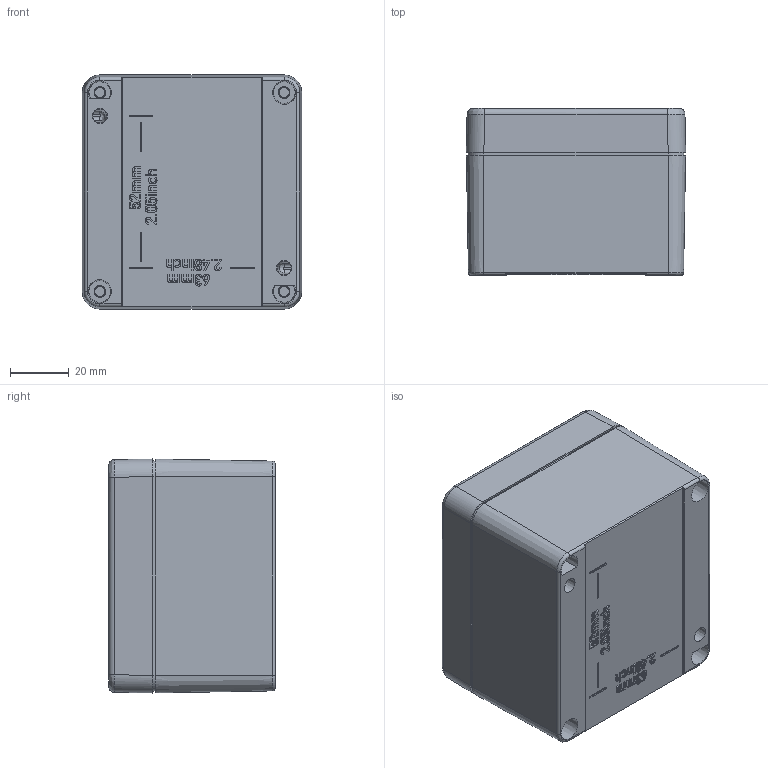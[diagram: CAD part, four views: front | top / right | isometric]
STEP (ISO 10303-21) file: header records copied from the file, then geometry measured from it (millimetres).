
FILE_DESCRIPTION( ( 'STEP AP214' ), '1' );
FILE_NAME( '15000501.stp', '2020-07-23T16:11:07', ( 'License CC BY-ND 4.0' ), ( 'CADENAS' ), ' ', 'PARTsolutions', ' ' );
FILE_SCHEMA( ( 'AUTOMOTIVE_DESIGN { 1 0 10303 214 1 1 1 1 }' ) );
Length unit declared in the file: millimetre
Products named in the file (15): 15000501; KASTEN_AL88-6; KASTEN_AL88-6-1; DECKEL_AL88; SCHRAUBE_AL-GEH_M4X20; SCHRAUBE_AL-GEH_M4X20-1
Assembly tree (20 placements, depth 2):
  15000501
    KASTEN_AL88-6
    KASTEN_AL88-6-1
    KASTEN_AL88-6-1
    KASTEN_AL88-6-1
    KASTEN_AL88-6-1
    KASTEN_AL88-6-1
    KASTEN_AL88-6-1
    KASTEN_AL88-6-1
    KASTEN_AL88-6-1
    KASTEN_AL88-6-1
    KASTEN_AL88-6-1
    DECKEL_AL88
    SCHRAUBE_AL-GEH_M4X20  x4
    SCHRAUBE_AL-GEH_M4X20-1  x4
Bounding box: 75 x 57 x 80 mm (x, y, z)
Volume: 109768.8 mm3; surface area: 64664.3 mm2
Topology: 6 solids, 30 shells, 1042 faces, 2745 edges, 1801 vertices
Faces by surface type: plane 444, extrusion 272, cylinder 135, torus 82, cone 67, bspline 38, sphere 4
Full cylindrical faces by diameter (mm): 3.25 x4, 3.3 x7, 3.5 x8, 4 x14, 4.5 x4, 6.4 x3, 7.2 x3
Entity records: 33886 total; most frequent: CARTESIAN_POINT 11793, ORIENTED_EDGE 4746, DIRECTION 3638, EDGE_CURVE 2409, VERTEX_POINT 1614, VECTOR 1528, LINE 1256, EDGE_LOOP 1132
